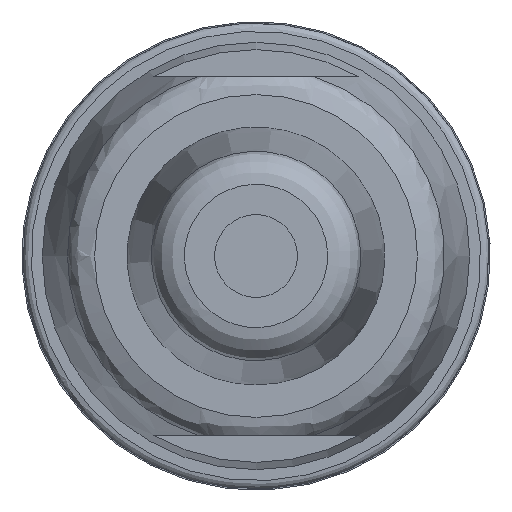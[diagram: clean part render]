
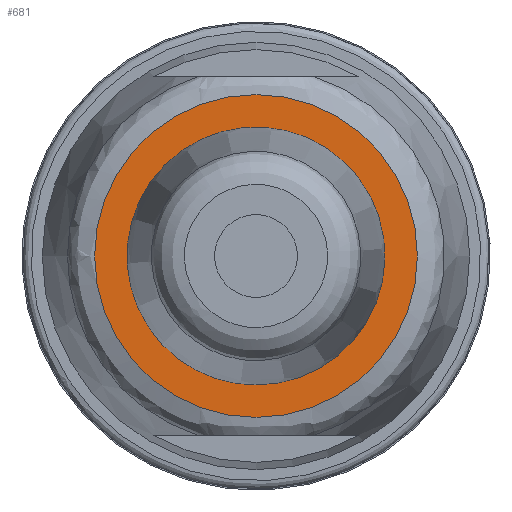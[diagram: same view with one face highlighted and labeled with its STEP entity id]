
A CAD part, front view. The second image highlights one B-rep face of the part: STEP entity #681.
In plain terms, the highlighted planar face has unit normal (0, -1, 0).
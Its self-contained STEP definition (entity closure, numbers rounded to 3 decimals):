
#603=PLANE('',#2082);
#681=ADVANCED_FACE('',(#812,#813),#603,.T.);
#812=FACE_BOUND('',#876,.T.);
#813=FACE_BOUND('',#877,.T.);
#876=EDGE_LOOP('',(#1022));
#877=EDGE_LOOP('',(#1023));
#1022=ORIENTED_EDGE('',*,*,#1724,.F.);
#1023=ORIENTED_EDGE('',*,*,#1725,.F.);
#1537=VERTEX_POINT('',#2825);
#1538=VERTEX_POINT('',#2829);
#1724=EDGE_CURVE('',#1537,#1537,#1985,.T.);
#1725=EDGE_CURVE('',#1538,#1538,#1986,.T.);
#1985=CIRCLE('',#2078,4.678);
#1986=CIRCLE('',#2081,5.853);
#2078=AXIS2_PLACEMENT_3D('',#2824,#2282,#2283);
#2081=AXIS2_PLACEMENT_3D('',#2828,#2288,#2289);
#2082=AXIS2_PLACEMENT_3D('',#2830,#2290,#2291);
#2282=DIRECTION('',(0.,-1.,0.));
#2283=DIRECTION('',(0.,0.,-1.));
#2288=DIRECTION('',(0.,1.,0.));
#2289=DIRECTION('',(-1.,0.,0.));
#2290=DIRECTION('',(0.,-1.,0.));
#2291=DIRECTION('',(-1.,0.,0.));
#2824=CARTESIAN_POINT('',(21.985,-55.865,0.));
#2825=CARTESIAN_POINT('',(21.985,-55.865,-4.678));
#2828=CARTESIAN_POINT('',(21.985,-55.865,0.));
#2829=CARTESIAN_POINT('',(16.132,-55.865,0.));
#2830=CARTESIAN_POINT('',(28.423,-55.865,6.438));
